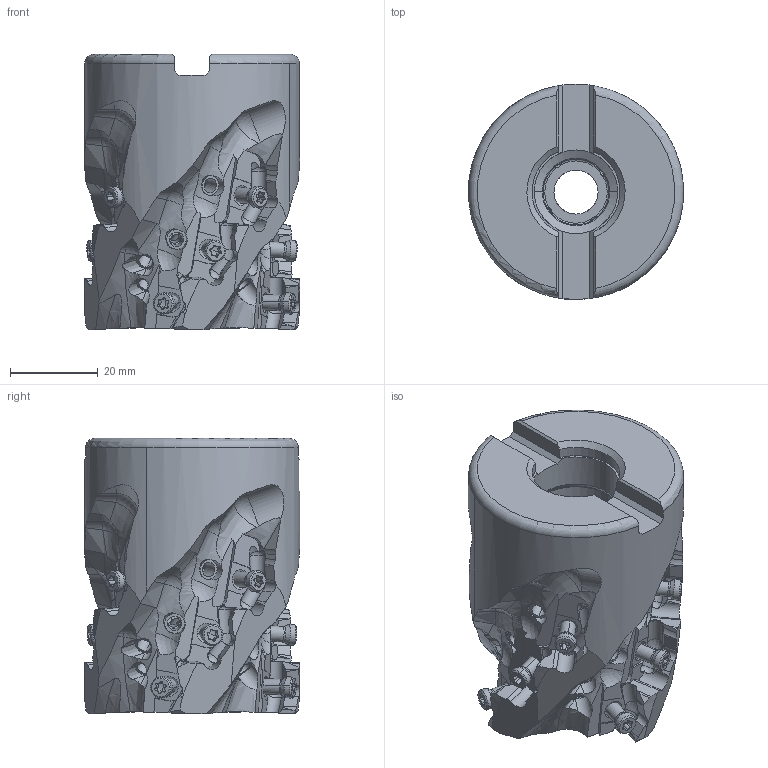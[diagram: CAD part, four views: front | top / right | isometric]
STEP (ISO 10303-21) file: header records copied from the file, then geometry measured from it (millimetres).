
FILE_DESCRIPTION(/* description */ (''),/* implementation_level */ '2;1');
FILE_NAME(/* name */ 'VFX5UR0204AA15.stp',/* time_stamp */ '2017-09-28T11:36:12+09:00',/* author */ (''),/* organization */ (''),/* preprocessor_version */ 'ST-DEVELOPER v16',/* originating_system */ 'SIEMENS PLM Software NX 10.0',/* authorisation */ '');
FILE_SCHEMA (('AUTOMOTIVE_DESIGN { 1 0 10303 214 3 1 1 1 }'));
Products named in the file (1): VFX5UR0204AA15_ASM
Bounding box: 49 x 49 x 62.7 mm (x, y, z)
Volume: 70475.1 mm3; surface area: 22111.1 mm2
Topology: 13 solids, 13 shells, 1263 faces, 3670 edges, 2392 vertices
Faces by surface type: cylinder 518, plane 353, cone 162, bspline 88, sphere 68, torus 42, extrusion 32
Entity records: 60764 total; most frequent: CARTESIAN_POINT 28607, ORIENTED_EDGE 7228, DIRECTION 6093, EDGE_CURVE 3614, AXIS2_PLACEMENT_3D 2438, VERTEX_POINT 2392, EDGE_LOOP 1320, ADVANCED_FACE 1263
